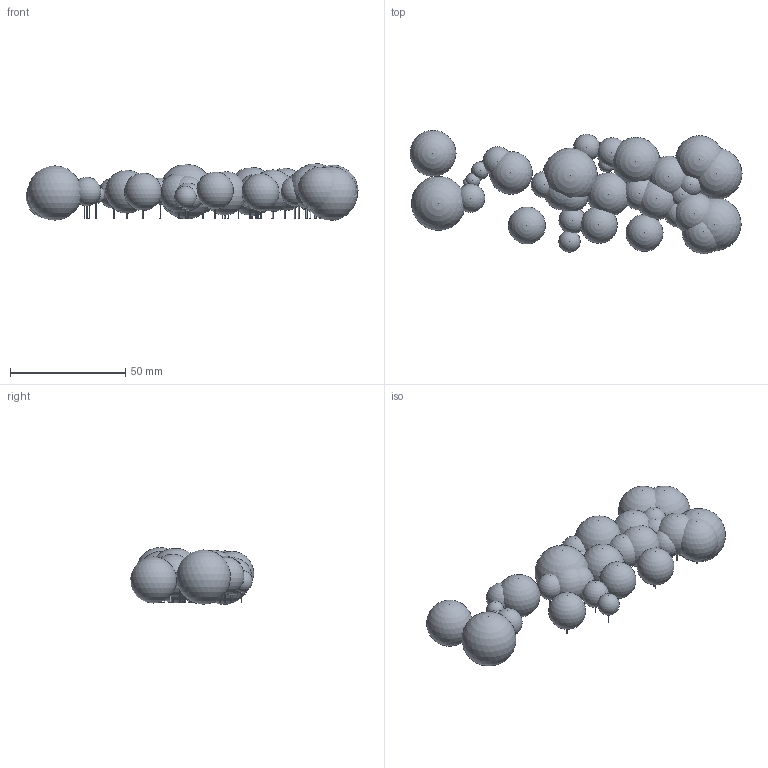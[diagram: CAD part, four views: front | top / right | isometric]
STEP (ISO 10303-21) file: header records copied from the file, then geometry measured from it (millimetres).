
FILE_DESCRIPTION(('Open CASCADE Model'),'2;1');
FILE_NAME('Open CASCADE Shape Model','2025-05-17T19:15:38',('Author'),( 'Open CASCADE'),'Open CASCADE STEP processor 7.8','Open CASCADE 7.8' ,'Unknown');
FILE_SCHEMA(('AUTOMOTIVE_DESIGN { 1 0 10303 214 1 1 1 1 }'));
Length unit declared in the file: millimetre
Products named in the file (39): Open CASCADE STEP translator 7.8 1; Open CASCADE STEP translator 7.8 1.1; Open CASCADE STEP translator 7.8 1.2; Open CASCADE STEP translator 7.8 1.3; Open CASCADE STEP translator 7.8 1.4; Open CASCADE STEP translator 7.8 1.5; Open CASCADE STEP translator 7.8 1.6; Open CASCADE STEP translator 7.8 1.7; Open CASCADE STEP translator 7.8 1.8; Open CASCADE STEP translator 7.8 1.9; Open CASCADE STEP translator 7.8 1.10; Open CASCADE STEP translator 7.8 1.11; Open CASCADE STEP translator 7.8 1.12; Open CASCADE STEP translator 7.8 1.13; Open CASCADE STEP translator 7.8 1.14; Open CASCADE STEP translator 7.8 1.15; Open CASCADE STEP translator 7.8 1.16; Open CASCADE STEP translator 7.8 1.17; Open CASCADE STEP translator 7.8 1.18; Open CASCADE STEP translator 7.8 1.19; Open CASCADE STEP translator 7.8 1.20; Open CASCADE STEP translator 7.8 1.21; Open CASCADE STEP translator 7.8 1.22; Open CASCADE STEP translator 7.8 1.23; Open CASCADE STEP translator 7.8 1.24; Open CASCADE STEP translator 7.8 1.25; Open CASCADE STEP translator 7.8 1.26; Open CASCADE STEP translator 7.8 1.27; Open CASCADE STEP translator 7.8 1.28; Open CASCADE STEP translator 7.8 1.29; Open CASCADE STEP translator 7.8 1.30; Open CASCADE STEP translator 7.8 1.31; Open CASCADE STEP translator 7.8 1.32; Open CASCADE STEP translator 7.8 1.33; Open CASCADE STEP translator 7.8 1.34; Open CASCADE STEP translator 7.8 1.35; Open CASCADE STEP translator 7.8 1.36; Open CASCADE STEP translator 7.8 1.37; Open CASCADE STEP translator 7.8 1.38
Assembly tree (38 placements, depth 2):
  Open CASCADE STEP translator 7.8 1
    Open CASCADE STEP translator 7.8 1.1
    Open CASCADE STEP translator 7.8 1.2
    Open CASCADE STEP translator 7.8 1.3
    Open CASCADE STEP translator 7.8 1.4
    Open CASCADE STEP translator 7.8 1.5
    Open CASCADE STEP translator 7.8 1.6
    Open CASCADE STEP translator 7.8 1.7
    Open CASCADE STEP translator 7.8 1.8
    Open CASCADE STEP translator 7.8 1.9
    Open CASCADE STEP translator 7.8 1.10
    Open CASCADE STEP translator 7.8 1.11
    Open CASCADE STEP translator 7.8 1.12
    Open CASCADE STEP translator 7.8 1.13
    Open CASCADE STEP translator 7.8 1.14
    Open CASCADE STEP translator 7.8 1.15
    Open CASCADE STEP translator 7.8 1.16
    Open CASCADE STEP translator 7.8 1.17
    Open CASCADE STEP translator 7.8 1.18
    Open CASCADE STEP translator 7.8 1.19
    Open CASCADE STEP translator 7.8 1.20
    Open CASCADE STEP translator 7.8 1.21
    Open CASCADE STEP translator 7.8 1.22
    Open CASCADE STEP translator 7.8 1.23
    Open CASCADE STEP translator 7.8 1.24
    Open CASCADE STEP translator 7.8 1.25
    Open CASCADE STEP translator 7.8 1.26
    Open CASCADE STEP translator 7.8 1.27
    Open CASCADE STEP translator 7.8 1.28
    Open CASCADE STEP translator 7.8 1.29
    Open CASCADE STEP translator 7.8 1.30
    Open CASCADE STEP translator 7.8 1.31
    Open CASCADE STEP translator 7.8 1.32
    Open CASCADE STEP translator 7.8 1.33
    Open CASCADE STEP translator 7.8 1.34
    Open CASCADE STEP translator 7.8 1.35
    Open CASCADE STEP translator 7.8 1.36
    Open CASCADE STEP translator 7.8 1.37
    Open CASCADE STEP translator 7.8 1.38
Bounding box: 143.9 x 53.4 x 24.64 mm (x, y, z)
Volume: 85507.2 mm3; surface area: 28905.6 mm2
Topology: 38 solids, 38 shells, 108 faces, 184 edges, 111 vertices
Faces by surface type: sphere 38, cylinder 35, plane 35
Full cylindrical faces by diameter (mm): 0.234 x1, 0.27 x1, 0.277 x1, 0.28 x1, 0.283 x1, 0.285 x1, 0.286 x1, 0.331 x1, 0.332 x1, 0.347 x2, 0.371 x1, 0.382 x1, 0.402 x1, 0.406 x1, 0.409 x2, 0.412 x1, 0.417 x2, 0.42 x1, 0.433 x1, 0.44 x1, 0.446 x1, 0.452 x1, 0.457 x1, 0.46 x1, 0.469 x1, 0.476 x1, 0.515 x1, 0.548 x1, 0.562 x1, 0.565 x1
Entity records: 5329 total; most frequent: DIRECTION 749, CARTESIAN_POINT 745, ORIENTED_EDGE 280, PCURVE 280, DEFINITIONAL_REPRESENTATION 280, AXIS2_PLACEMENT_3D 252, LINE 210, VECTOR 210
